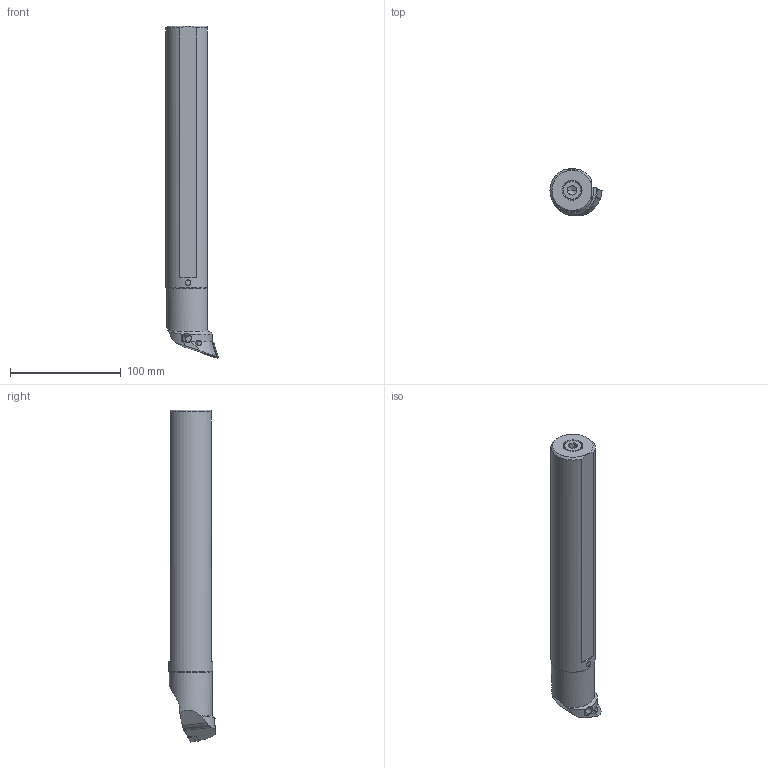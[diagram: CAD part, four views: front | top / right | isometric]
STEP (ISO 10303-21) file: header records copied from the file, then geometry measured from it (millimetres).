
FILE_DESCRIPTION(/* description */ (''),/* implementation_level */ '2;1');
FILE_NAME(/* name */ 'A40TPDQNL15_MR0_8.stp',/* time_stamp */ '2021-12-22T09:39:35+09:00',/* author */ (''),/* organization */ (''),/* preprocessor_version */ 'ST-DEVELOPER v16',/* originating_system */ 'SIEMENS PLM Software NX 10.0',/* authorisation */ '');
FILE_SCHEMA (('AUTOMOTIVE_DESIGN { 1 0 10303 214 3 1 1 1 }'));
Length unit declared in the file: millimetre
Products named in the file (1): A40TPDQNL15_MR0_8_ASM
Bounding box: 47 x 41.94 x 300 mm (x, y, z)
Volume: 311412.8 mm3; surface area: 49832.5 mm2
Topology: 2 solids, 2 shells, 215 faces, 650 edges, 443 vertices
Faces by surface type: plane 86, cylinder 70, cone 41, torus 12, bspline 4, extrusion 2
Entity records: 8814 total; most frequent: CARTESIAN_POINT 2899, ORIENTED_EDGE 1264, DIRECTION 1183, EDGE_CURVE 632, AXIS2_PLACEMENT_3D 456, VERTEX_POINT 416, VECTOR 271, LINE 269
